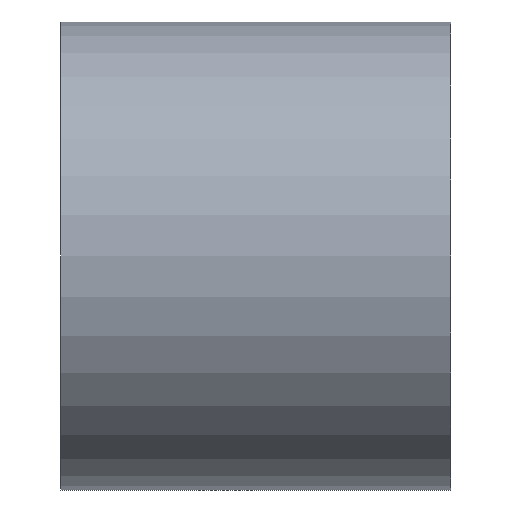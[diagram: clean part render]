
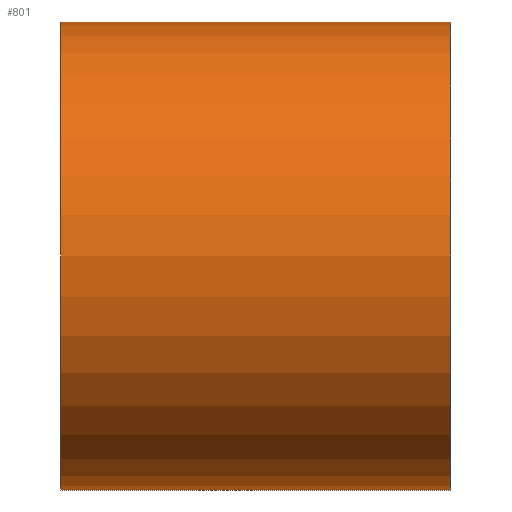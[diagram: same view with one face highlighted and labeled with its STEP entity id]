
A CAD part, left-side view. The second image highlights one B-rep face of the part: STEP entity #801.
In plain terms, the highlighted cylindrical face has radius 15 mm (diameter 30 mm), a partial arc.
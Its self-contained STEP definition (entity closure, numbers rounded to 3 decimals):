
#17 = CARTESIAN_POINT ( 'NONE',  ( 0., 0., -15. ) ) ;
#22 = DIRECTION ( 'NONE',  ( 0., 0., 1. ) ) ;
#32 = AXIS2_PLACEMENT_3D ( 'NONE', #37, #302, #553 ) ;
#37 = CARTESIAN_POINT ( 'NONE',  ( 0., 25., 0. ) ) ;
#48 = VERTEX_POINT ( 'NONE', #750 ) ;
#55 = ORIENTED_EDGE ( 'NONE', *, *, #139, .T. ) ;
#64 = AXIS2_PLACEMENT_3D ( 'NONE', #329, #517, #338 ) ;
#139 = EDGE_CURVE ( 'NONE', #660, #637, #158, .T. ) ;
#157 = CARTESIAN_POINT ( 'NONE',  ( 0., 25., 0. ) ) ;
#158 = LINE ( 'NONE', #182, #510 ) ;
#178 = CYLINDRICAL_SURFACE ( 'NONE', #32, 15. ) ;
#182 = CARTESIAN_POINT ( 'NONE',  ( 0., 25., -15. ) ) ;
#245 = FACE_OUTER_BOUND ( 'NONE', #653, .T. ) ;
#302 = DIRECTION ( 'NONE',  ( 0., -1., 0. ) ) ;
#329 = CARTESIAN_POINT ( 'NONE',  ( 0., 0., 0. ) ) ;
#338 = DIRECTION ( 'NONE',  ( 0., 0., 1. ) ) ;
#350 = EDGE_CURVE ( 'NONE', #637, #48, #622, .T. ) ;
#356 = LINE ( 'NONE', #808, #403 ) ;
#403 = VECTOR ( 'NONE', #740, 1000. ) ;
#510 = VECTOR ( 'NONE', #694, 1000. ) ;
#511 = VERTEX_POINT ( 'NONE', #584 ) ;
#517 = DIRECTION ( 'NONE',  ( 0., 1., 0. ) ) ;
#525 = ORIENTED_EDGE ( 'NONE', *, *, #608, .F. ) ;
#553 = DIRECTION ( 'NONE',  ( 0., 0., -1. ) ) ;
#584 = CARTESIAN_POINT ( 'NONE',  ( 0., 25., 15. ) ) ;
#598 = DIRECTION ( 'NONE',  ( 0., 1., 0. ) ) ;
#606 = CARTESIAN_POINT ( 'NONE',  ( 0., 25., -15. ) ) ;
#608 = EDGE_CURVE ( 'NONE', #660, #511, #632, .T. ) ;
#619 = AXIS2_PLACEMENT_3D ( 'NONE', #157, #598, #22 ) ;
#622 = CIRCLE ( 'NONE', #64, 15. ) ;
#632 = CIRCLE ( 'NONE', #619, 15. ) ;
#637 = VERTEX_POINT ( 'NONE', #17 ) ;
#642 = ORIENTED_EDGE ( 'NONE', *, *, #350, .T. ) ;
#653 = EDGE_LOOP ( 'NONE', ( #701, #525, #55, #642 ) ) ;
#660 = VERTEX_POINT ( 'NONE', #606 ) ;
#680 = EDGE_CURVE ( 'NONE', #511, #48, #356, .T. ) ;
#694 = DIRECTION ( 'NONE',  ( 0., -1., 0. ) ) ;
#701 = ORIENTED_EDGE ( 'NONE', *, *, #680, .F. ) ;
#740 = DIRECTION ( 'NONE',  ( 0., -1., 0. ) ) ;
#750 = CARTESIAN_POINT ( 'NONE',  ( 0., 0., 15. ) ) ;
#801 = ADVANCED_FACE ( 'NONE', ( #245 ), #178, .T. ) ;
#808 = CARTESIAN_POINT ( 'NONE',  ( 0., 25., 15. ) ) ;
